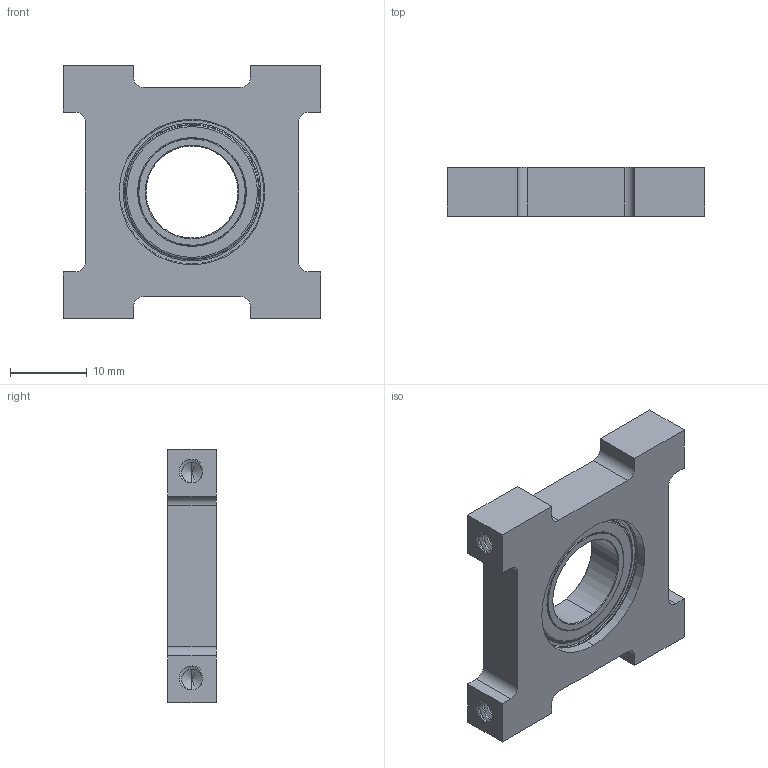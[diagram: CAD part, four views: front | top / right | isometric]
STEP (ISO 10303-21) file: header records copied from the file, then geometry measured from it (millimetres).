
FILE_DESCRIPTION (( 'STEP AP203' ), '1' );
FILE_NAME ('535096 assembly.STEP', '2016-10-10T14:44:15', ( '' ), ( '' ), 'SwSTEP 2.0', 'SolidWorks 2014', '' );
FILE_SCHEMA (( 'CONFIG_CONTROL_DESIGN' ));
Length unit declared in the file: inch
Products named in the file (3): 535096 bearing; 535096; 535096 assembly
Assembly tree (2 placements, depth 2):
  535096 assembly
    535096
    535096 bearing
Bounding box: 33.53 x 6.35 x 33.02 mm (x, y, z)
Volume: 4517.1 mm3; surface area: 4241.3 mm2
Topology: 4 solids, 4 shells, 279 faces, 740 edges, 476 vertices
Faces by surface type: cylinder 180, plane 39, cone 32, torus 20, bspline 8
Entity records: 14005 total; most frequent: CARTESIAN_POINT 7588, ORIENTED_EDGE 1464, DIRECTION 1144, EDGE_CURVE 732, VERTEX_POINT 476, AXIS2_PLACEMENT_3D 440, EDGE_LOOP 298, ADVANCED_FACE 279
